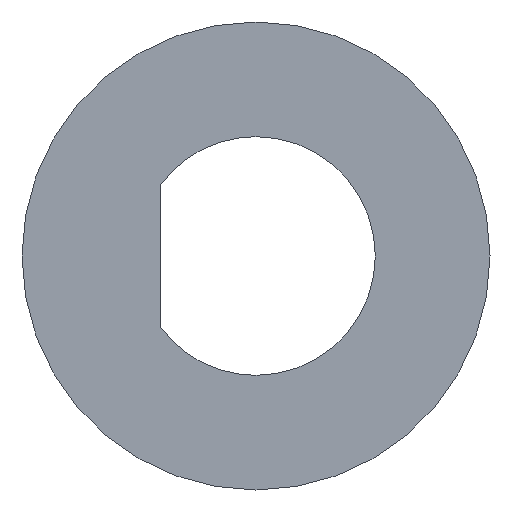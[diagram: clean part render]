
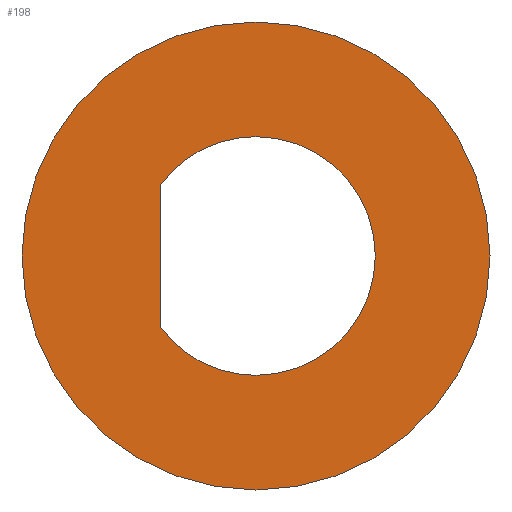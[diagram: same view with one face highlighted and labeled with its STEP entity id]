
A CAD part, left-side view. The second image highlights one B-rep face of the part: STEP entity #198.
In plain terms, the highlighted planar face has unit normal (-1, 0, 0).
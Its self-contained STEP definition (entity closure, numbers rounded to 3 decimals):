
#2 = VERTEX_POINT ( 'NONE', #204 ) ;
#12 = CARTESIAN_POINT ( 'NONE',  ( 0., 2.05, 1.517 ) ) ;
#14 = PLANE ( 'NONE',  #46 ) ;
#24 = VERTEX_POINT ( 'NONE', #249 ) ;
#30 = ORIENTED_EDGE ( 'NONE', *, *, #140, .T. ) ;
#34 = CIRCLE ( 'NONE', #128, 2.55 ) ;
#36 = DIRECTION ( 'NONE',  ( 1., 0., 0. ) ) ;
#37 = LINE ( 'NONE', #12, #194 ) ;
#45 = ORIENTED_EDGE ( 'NONE', *, *, #256, .T. ) ;
#46 = AXIS2_PLACEMENT_3D ( 'NONE', #89, #141, #113 ) ;
#54 = AXIS2_PLACEMENT_3D ( 'NONE', #208, #267, #308 ) ;
#64 = CARTESIAN_POINT ( 'NONE',  ( 0., 0., 0. ) ) ;
#66 = DIRECTION ( 'NONE',  ( 0., 0., -1. ) ) ;
#70 = EDGE_LOOP ( 'NONE', ( #45, #30, #199, #129 ) ) ;
#78 = VERTEX_POINT ( 'NONE', #158 ) ;
#79 = VERTEX_POINT ( 'NONE', #207 ) ;
#88 = AXIS2_PLACEMENT_3D ( 'NONE', #184, #161, #215 ) ;
#89 = CARTESIAN_POINT ( 'NONE',  ( 0., 0., 0. ) ) ;
#91 = CARTESIAN_POINT ( 'NONE',  ( 0., 0., 0. ) ) ;
#96 = AXIS2_PLACEMENT_3D ( 'NONE', #91, #287, #66 ) ;
#101 = CIRCLE ( 'NONE', #282, 5. ) ;
#106 = CIRCLE ( 'NONE', #96, 2.55 ) ;
#109 = FACE_BOUND ( 'NONE', #70, .T. ) ;
#113 = DIRECTION ( 'NONE',  ( 0., 0., -1. ) ) ;
#121 = EDGE_CURVE ( 'NONE', #24, #2, #37, .T. ) ;
#128 = AXIS2_PLACEMENT_3D ( 'NONE', #64, #264, #306 ) ;
#129 = ORIENTED_EDGE ( 'NONE', *, *, #121, .T. ) ;
#135 = DIRECTION ( 'NONE',  ( 0., 0., -1. ) ) ;
#138 = EDGE_CURVE ( 'NONE', #221, #24, #34, .T. ) ;
#140 = EDGE_CURVE ( 'NONE', #145, #221, #296, .T. ) ;
#141 = DIRECTION ( 'NONE',  ( 1., 0., 0. ) ) ;
#145 = VERTEX_POINT ( 'NONE', #214 ) ;
#158 = CARTESIAN_POINT ( 'NONE',  ( 0., 0., 5. ) ) ;
#161 = DIRECTION ( 'NONE',  ( 1., 0., 0. ) ) ;
#181 = EDGE_CURVE ( 'NONE', #78, #79, #212, .T. ) ;
#184 = CARTESIAN_POINT ( 'NONE',  ( 0., 0., 0. ) ) ;
#186 = DIRECTION ( 'NONE',  ( 0., 0., 1. ) ) ;
#194 = VECTOR ( 'NONE', #186, 1000. ) ;
#198 = ADVANCED_FACE ( 'NONE', ( #263, #109 ), #14, .F. ) ;
#199 = ORIENTED_EDGE ( 'NONE', *, *, #138, .T. ) ;
#202 = ORIENTED_EDGE ( 'NONE', *, *, #265, .F. ) ;
#203 = EDGE_LOOP ( 'NONE', ( #250, #202 ) ) ;
#204 = CARTESIAN_POINT ( 'NONE',  ( 0., 2.05, 1.517 ) ) ;
#207 = CARTESIAN_POINT ( 'NONE',  ( 0., 0., -5. ) ) ;
#208 = CARTESIAN_POINT ( 'NONE',  ( 0., 0., 0. ) ) ;
#211 = CARTESIAN_POINT ( 'NONE',  ( 0., 0., -2.55 ) ) ;
#212 = CIRCLE ( 'NONE', #88, 5. ) ;
#214 = CARTESIAN_POINT ( 'NONE',  ( 0., 0., 2.55 ) ) ;
#215 = DIRECTION ( 'NONE',  ( 0., 0., -1. ) ) ;
#221 = VERTEX_POINT ( 'NONE', #211 ) ;
#249 = CARTESIAN_POINT ( 'NONE',  ( 0., 2.05, -1.517 ) ) ;
#250 = ORIENTED_EDGE ( 'NONE', *, *, #181, .F. ) ;
#256 = EDGE_CURVE ( 'NONE', #2, #145, #106, .T. ) ;
#261 = CARTESIAN_POINT ( 'NONE',  ( 0., 0., 0. ) ) ;
#263 = FACE_OUTER_BOUND ( 'NONE', #203, .T. ) ;
#264 = DIRECTION ( 'NONE',  ( 1., 0., 0. ) ) ;
#265 = EDGE_CURVE ( 'NONE', #79, #78, #101, .T. ) ;
#267 = DIRECTION ( 'NONE',  ( 1., 0., 0. ) ) ;
#282 = AXIS2_PLACEMENT_3D ( 'NONE', #261, #36, #135 ) ;
#287 = DIRECTION ( 'NONE',  ( 1., 0., 0. ) ) ;
#296 = CIRCLE ( 'NONE', #54, 2.55 ) ;
#306 = DIRECTION ( 'NONE',  ( 0., 0., -1. ) ) ;
#308 = DIRECTION ( 'NONE',  ( 0., 0., -1. ) ) ;
